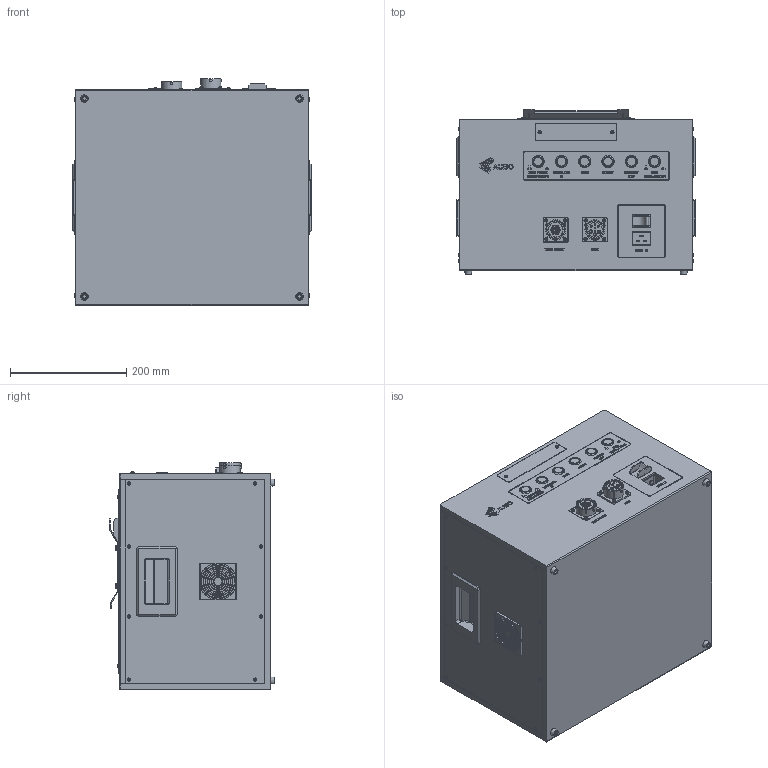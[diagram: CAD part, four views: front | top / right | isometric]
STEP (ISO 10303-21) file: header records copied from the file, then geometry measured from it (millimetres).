
FILE_DESCRIPTION (( 'STEP AP214' ), '1' );
FILE_NAME ('3000W改进型控制柜外发模型.STEP', '2023-03-07T07:38:21', ( '个人用户' ), ( '微软中国' ), 'SwSTEP 2.0', 'SolidWorks 2018', '' );
FILE_SCHEMA (( 'AUTOMOTIVE_DESIGN' ));
Length unit declared in the file: millimetre
Products named in the file (1): 3000W改进型控制柜外发模型
Bounding box: 410 x 284.5 x 389.01 mm (x, y, z)
Volume: 38555284.3 mm3; surface area: 776884.5 mm2
Topology: 1 solids, 5 shells, 3737 faces, 10613 edges, 7032 vertices
Faces by surface type: plane 2852, cylinder 431, bspline 359, cone 57, sphere 34, torus 4
Full cylindrical faces by diameter (mm): 2 x24, 4 x13, 5 x2, 5.6 x30, 6 x4, 6.8 x4, 8 x4, 9 x4, 14.25 x2, 15 x6, 16.25 x2, 21 x6, 21.25 x2, 23.25 x2, 25.5 x2, 28.25 x2, 30.25 x2, 30.5 x2, 34.5 x2, 35.25 x2, 37.25 x2, 42.25 x2, 44.25 x2, 49.25 x2, 51.25 x2, 56.25 x2
Entity records: 178035 total; most frequent: CARTESIAN_POINT 41914, ORIENTED_EDGE 20720, DIRECTION 18005, EDGE_CURVE 10360, LINE 7257, VECTOR 7257, VERTEX_POINT 6965, AXIS2_PLACEMENT_3D 5374
